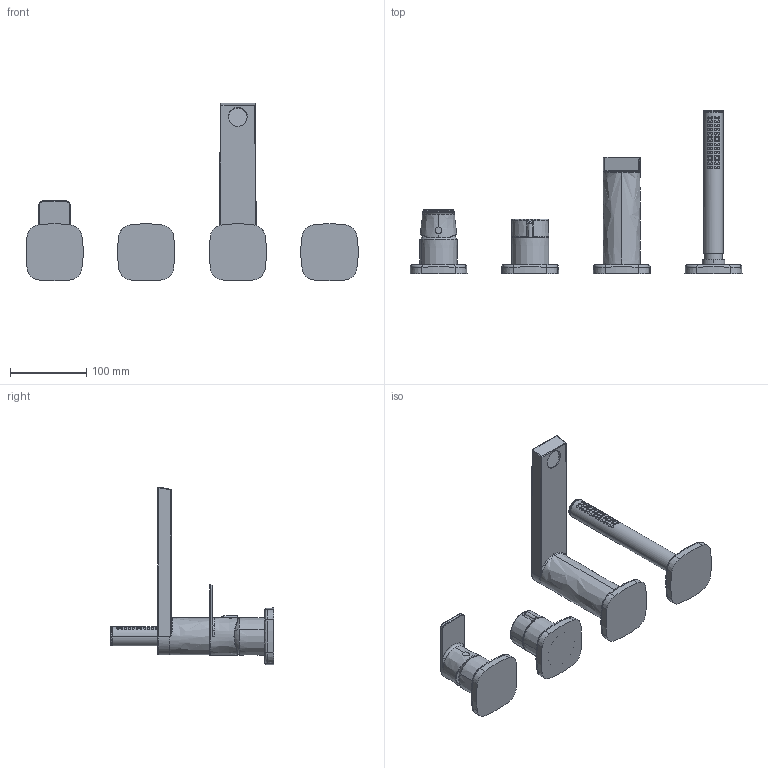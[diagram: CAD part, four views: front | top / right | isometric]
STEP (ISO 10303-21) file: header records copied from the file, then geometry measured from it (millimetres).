
FILE_DESCRIPTION (( 'STEP AP203' ), '1' );
FILE_NAME ('57302173(2021).STEP', '2020-10-01T10:37:40', ( '' ), ( '' ), 'SwSTEP 2.0', 'SolidWorks 2016', '' );
FILE_SCHEMA (( 'CONFIG_CONTROL_DESIGN' ));
Length unit declared in the file: millimetre
Products named in the file (1): 57302173(2021)
Bounding box: 434.62 x 213.8 x 232.9 mm (x, y, z)
Volume: 1042470.6 mm3; surface area: 163451.8 mm2
Topology: 12 solids, 12 shells, 280 faces, 627 edges, 424 vertices
Faces by surface type: bspline 179, cone 41, plane 30, cylinder 26, sphere 2, torus 2
Entity records: 25708 total; most frequent: CARTESIAN_POINT 20569, ORIENTED_EDGE 1240, EDGE_CURVE 620, DIRECTION 614, VERTEX_POINT 424, EDGE_LOOP 340, B_SPLINE_CURVE_WITH_KNOTS 340, FACE_OUTER_BOUND 280
